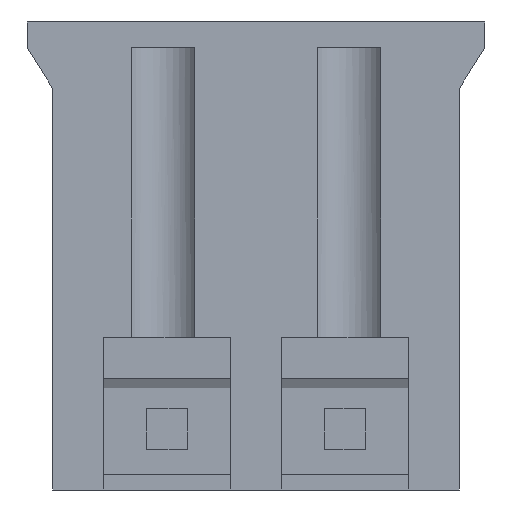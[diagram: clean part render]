
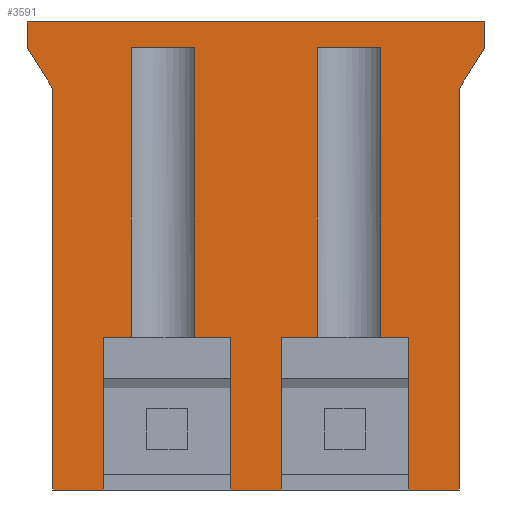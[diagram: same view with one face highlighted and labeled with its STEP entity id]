
A CAD part, front view. The second image highlights one B-rep face of the part: STEP entity #3591.
In plain terms, the highlighted planar face has unit normal (0, -1, 0).
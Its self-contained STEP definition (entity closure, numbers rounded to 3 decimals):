
#704=DIRECTION('',(1.,0.,0.));
#705=VECTOR('',#704,1.);
#706=CARTESIAN_POINT('',(-4.,-3.,-9.2));
#707=LINE('',#706,#705);
#708=DIRECTION('',(0.,0.,-1.));
#709=VECTOR('',#708,7.9);
#710=CARTESIAN_POINT('',(-4.,-3.,-1.3));
#711=LINE('',#710,#709);
#712=DIRECTION('',(0.53,0.,-0.848));
#713=VECTOR('',#712,0.943);
#714=CARTESIAN_POINT('',(-4.5,-3.,-0.5));
#715=LINE('',#714,#713);
#716=DIRECTION('',(0.,0.,-1.));
#717=VECTOR('',#716,0.5);
#718=CARTESIAN_POINT('',(-4.5,-3.,0.));
#719=LINE('',#718,#717);
#720=DIRECTION('',(-1.,0.,0.));
#721=VECTOR('',#720,9.);
#722=CARTESIAN_POINT('',(4.5,-3.,0.));
#723=LINE('',#722,#721);
#724=DIRECTION('',(0.,0.,1.));
#725=VECTOR('',#724,0.5);
#726=CARTESIAN_POINT('',(4.5,-3.,-0.5));
#727=LINE('',#726,#725);
#728=DIRECTION('',(0.53,0.,0.848));
#729=VECTOR('',#728,0.943);
#730=CARTESIAN_POINT('',(4.,-3.,-1.3));
#731=LINE('',#730,#729);
#732=DIRECTION('',(0.,0.,1.));
#733=VECTOR('',#732,7.9);
#734=CARTESIAN_POINT('',(4.,-3.,-9.2));
#735=LINE('',#734,#733);
#736=DIRECTION('',(1.,0.,0.));
#737=VECTOR('',#736,1.);
#738=CARTESIAN_POINT('',(3.,-3.,-9.2));
#739=LINE('',#738,#737);
#740=DIRECTION('',(-1.,0.,0.));
#741=VECTOR('',#740,0.547);
#742=CARTESIAN_POINT('',(3.,-3.,-6.2));
#743=LINE('',#742,#741);
#744=DIRECTION('',(0.,0.,-1.));
#745=VECTOR('',#744,5.7);
#746=CARTESIAN_POINT('',(2.453,-3.,-0.5));
#747=LINE('',#746,#745);
#748=DIRECTION('',(-1.,0.,0.));
#749=VECTOR('',#748,1.249);
#750=CARTESIAN_POINT('',(2.453,-3.,-0.5));
#751=LINE('',#750,#749);
#752=DIRECTION('',(0.,0.,-1.));
#753=VECTOR('',#752,5.7);
#754=CARTESIAN_POINT('',(1.204,-3.,-0.5));
#755=LINE('',#754,#753);
#756=DIRECTION('',(-1.,0.,0.));
#757=VECTOR('',#756,0.704);
#758=CARTESIAN_POINT('',(1.204,-3.,-6.2));
#759=LINE('',#758,#757);
#760=DIRECTION('',(1.,0.,0.));
#761=VECTOR('',#760,1.);
#762=CARTESIAN_POINT('',(-0.5,-3.,-9.2));
#763=LINE('',#762,#761);
#764=DIRECTION('',(1.,0.,0.));
#765=VECTOR('',#764,0.704);
#766=CARTESIAN_POINT('',(-1.204,-3.,-6.2));
#767=LINE('',#766,#765);
#768=DIRECTION('',(0.,0.,-1.));
#769=VECTOR('',#768,5.7);
#770=CARTESIAN_POINT('',(-1.204,-3.,-0.5));
#771=LINE('',#770,#769);
#772=DIRECTION('',(-1.,0.,0.));
#773=VECTOR('',#772,1.249);
#774=CARTESIAN_POINT('',(-1.204,-3.,-0.5));
#775=LINE('',#774,#773);
#776=DIRECTION('',(0.,0.,-1.));
#777=VECTOR('',#776,5.7);
#778=CARTESIAN_POINT('',(-2.453,-3.,-0.5));
#779=LINE('',#778,#777);
#780=DIRECTION('',(1.,0.,0.));
#781=VECTOR('',#780,0.547);
#782=CARTESIAN_POINT('',(-3.,-3.,-6.2));
#783=LINE('',#782,#781);
#784=DIRECTION('',(0.,0.,1.));
#785=VECTOR('',#784,3.);
#786=CARTESIAN_POINT('',(-3.,-3.,-9.2));
#787=LINE('',#786,#785);
#846=DIRECTION('',(0.,0.,-1.));
#847=VECTOR('',#846,3.);
#848=CARTESIAN_POINT('',(3.,-3.,-6.2));
#849=LINE('',#848,#847);
#898=DIRECTION('',(0.,0.,1.));
#899=VECTOR('',#898,3.);
#900=CARTESIAN_POINT('',(0.5,-3.,-9.2));
#901=LINE('',#900,#899);
#1284=DIRECTION('',(0.,0.,-1.));
#1285=VECTOR('',#1284,3.);
#1286=CARTESIAN_POINT('',(-0.5,-3.,-6.2));
#1287=LINE('',#1286,#1285);
#2180=CARTESIAN_POINT('',(-4.5,-3.,0.));
#2181=CARTESIAN_POINT('',(-4.5,-3.,-0.5));
#2182=VERTEX_POINT('',#2180);
#2183=VERTEX_POINT('',#2181);
#2184=CARTESIAN_POINT('',(-4.,-3.,-1.3));
#2185=VERTEX_POINT('',#2184);
#2186=CARTESIAN_POINT('',(-4.,-3.,-9.2));
#2187=VERTEX_POINT('',#2186);
#2188=CARTESIAN_POINT('',(4.,-3.,-9.2));
#2189=CARTESIAN_POINT('',(4.,-3.,-1.3));
#2190=VERTEX_POINT('',#2188);
#2191=VERTEX_POINT('',#2189);
#2192=CARTESIAN_POINT('',(4.5,-3.,-0.5));
#2193=VERTEX_POINT('',#2192);
#2194=CARTESIAN_POINT('',(4.5,-3.,0.));
#2195=VERTEX_POINT('',#2194);
#2244=CARTESIAN_POINT('',(2.453,-3.,-0.5));
#2245=CARTESIAN_POINT('',(1.204,-3.,-0.5));
#2246=VERTEX_POINT('',#2244);
#2247=VERTEX_POINT('',#2245);
#2248=CARTESIAN_POINT('',(-2.453,-3.,-0.5));
#2249=CARTESIAN_POINT('',(-1.204,-3.,-0.5));
#2250=VERTEX_POINT('',#2248);
#2251=VERTEX_POINT('',#2249);
#2276=CARTESIAN_POINT('',(3.,-3.,-6.2));
#2277=CARTESIAN_POINT('',(2.453,-3.,-6.2));
#2278=VERTEX_POINT('',#2276);
#2279=VERTEX_POINT('',#2277);
#2280=CARTESIAN_POINT('',(1.204,-3.,-6.2));
#2281=CARTESIAN_POINT('',(0.5,-3.,-6.2));
#2282=VERTEX_POINT('',#2280);
#2283=VERTEX_POINT('',#2281);
#2298=CARTESIAN_POINT('',(3.,-3.,-9.2));
#2299=VERTEX_POINT('',#2298);
#2300=CARTESIAN_POINT('',(0.5,-3.,-9.2));
#2301=VERTEX_POINT('',#2300);
#2302=CARTESIAN_POINT('',(-3.,-3.,-9.2));
#2303=VERTEX_POINT('',#2302);
#2456=CARTESIAN_POINT('',(-0.5,-3.,-9.2));
#2457=VERTEX_POINT('',#2456);
#2470=CARTESIAN_POINT('',(-3.,-3.,-6.2));
#2471=CARTESIAN_POINT('',(-2.453,-3.,-6.2));
#2472=VERTEX_POINT('',#2470);
#2473=VERTEX_POINT('',#2471);
#2474=CARTESIAN_POINT('',(-1.204,-3.,-6.2));
#2475=CARTESIAN_POINT('',(-0.5,-3.,-6.2));
#2476=VERTEX_POINT('',#2474);
#2477=VERTEX_POINT('',#2475);
#3541=CARTESIAN_POINT('',(0.,-3.,0.));
#3542=DIRECTION('',(0.,-1.,0.));
#3543=DIRECTION('',(1.,0.,0.));
#3544=AXIS2_PLACEMENT_3D('',#3541,#3542,#3543);
#3545=PLANE('',#3544);
#3547=ORIENTED_EDGE('',*,*,#3546,.F.);
#3548=ORIENTED_EDGE('',*,*,#2832,.F.);
#3549=ORIENTED_EDGE('',*,*,#3406,.F.);
#3551=ORIENTED_EDGE('',*,*,#3550,.F.);
#3553=ORIENTED_EDGE('',*,*,#3552,.F.);
#3555=ORIENTED_EDGE('',*,*,#3554,.F.);
#3557=ORIENTED_EDGE('',*,*,#3556,.F.);
#3559=ORIENTED_EDGE('',*,*,#3558,.F.);
#3560=ORIENTED_EDGE('',*,*,#3492,.F.);
#3561=ORIENTED_EDGE('',*,*,#2848,.F.);
#3563=ORIENTED_EDGE('',*,*,#3562,.F.);
#3565=ORIENTED_EDGE('',*,*,#3564,.T.);
#3567=ORIENTED_EDGE('',*,*,#3566,.F.);
#3569=ORIENTED_EDGE('',*,*,#3568,.T.);
#3571=ORIENTED_EDGE('',*,*,#3570,.T.);
#3573=ORIENTED_EDGE('',*,*,#3572,.T.);
#3575=ORIENTED_EDGE('',*,*,#3574,.F.);
#3576=ORIENTED_EDGE('',*,*,#2840,.F.);
#3578=ORIENTED_EDGE('',*,*,#3577,.F.);
#3580=ORIENTED_EDGE('',*,*,#3579,.F.);
#3582=ORIENTED_EDGE('',*,*,#3581,.F.);
#3584=ORIENTED_EDGE('',*,*,#3583,.T.);
#3586=ORIENTED_EDGE('',*,*,#3585,.T.);
#3588=ORIENTED_EDGE('',*,*,#3587,.F.);
#3589=EDGE_LOOP('',(#3547,#3548,#3549,#3551,#3553,#3555,#3557,#3559,#3560,#3561,
#3563,#3565,#3567,#3569,#3571,#3573,#3575,#3576,#3578,#3580,#3582,#3584,#3586,
#3588));
#3590=FACE_OUTER_BOUND('',#3589,.F.);
#3591=ADVANCED_FACE('',(#3590),#3545,.T.);
#2832=EDGE_CURVE('',#2187,#2303,#707,.T.);
#2840=EDGE_CURVE('',#2457,#2301,#763,.T.);
#2848=EDGE_CURVE('',#2299,#2190,#739,.T.);
#3406=EDGE_CURVE('',#2185,#2187,#711,.T.);
#3492=EDGE_CURVE('',#2190,#2191,#735,.T.);
#3546=EDGE_CURVE('',#2303,#2472,#787,.T.);
#3550=EDGE_CURVE('',#2183,#2185,#715,.T.);
#3552=EDGE_CURVE('',#2182,#2183,#719,.T.);
#3554=EDGE_CURVE('',#2195,#2182,#723,.T.);
#3556=EDGE_CURVE('',#2193,#2195,#727,.T.);
#3558=EDGE_CURVE('',#2191,#2193,#731,.T.);
#3562=EDGE_CURVE('',#2278,#2299,#849,.T.);
#3564=EDGE_CURVE('',#2278,#2279,#743,.T.);
#3566=EDGE_CURVE('',#2246,#2279,#747,.T.);
#3568=EDGE_CURVE('',#2246,#2247,#751,.T.);
#3570=EDGE_CURVE('',#2247,#2282,#755,.T.);
#3572=EDGE_CURVE('',#2282,#2283,#759,.T.);
#3574=EDGE_CURVE('',#2301,#2283,#901,.T.);
#3577=EDGE_CURVE('',#2477,#2457,#1287,.T.);
#3579=EDGE_CURVE('',#2476,#2477,#767,.T.);
#3581=EDGE_CURVE('',#2251,#2476,#771,.T.);
#3583=EDGE_CURVE('',#2251,#2250,#775,.T.);
#3585=EDGE_CURVE('',#2250,#2473,#779,.T.);
#3587=EDGE_CURVE('',#2472,#2473,#783,.T.);
